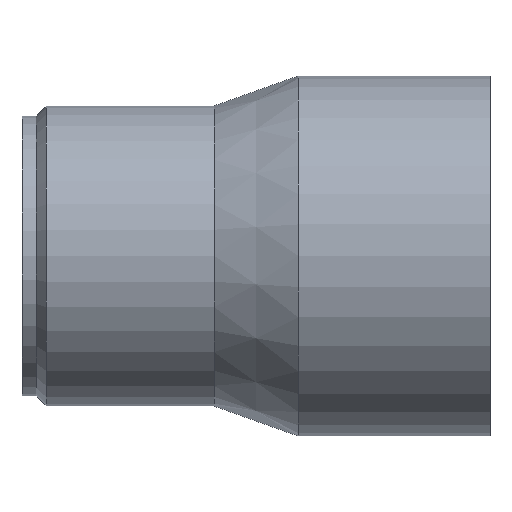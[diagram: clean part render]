
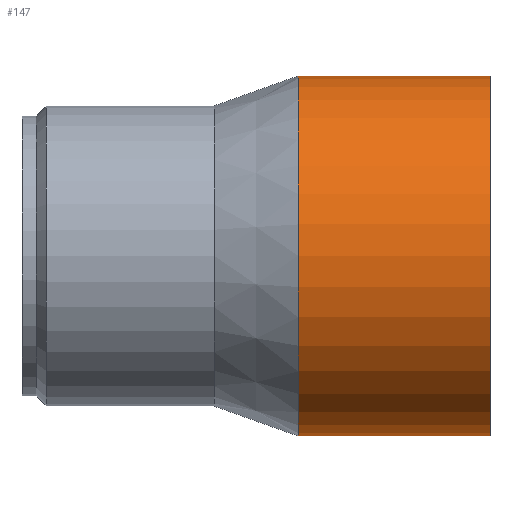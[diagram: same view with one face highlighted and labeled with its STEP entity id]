
A CAD part, top view. The second image highlights one B-rep face of the part: STEP entity #147.
In plain terms, the highlighted cylindrical face has radius 15 mm (diameter 30 mm), a partial arc.
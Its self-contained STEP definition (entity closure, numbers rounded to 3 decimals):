
#147 = ADVANCED_FACE( '', ( #354 ), #355, .T. );
#157 = EDGE_CURVE( '', #225, #289, #365, .T. );
#163 = VERTEX_POINT( '', #371 );
#195 = EDGE_CURVE( '', #225, #163, #406, .T. );
#205 = EDGE_CURVE( '', #253, #163, #417, .T. );
#225 = VERTEX_POINT( '', #441 );
#233 = EDGE_CURVE( '', #289, #253, #450, .T. );
#253 = VERTEX_POINT( '', #476 );
#289 = VERTEX_POINT( '', #516 );
#354 = FACE_OUTER_BOUND( '', #582, .T. );
#355 = CYLINDRICAL_SURFACE( '', #583, 15. );
#365 = LINE( '', #598, #599 );
#371 = CARTESIAN_POINT( '', ( 0., 15., 0. ) );
#406 = CIRCLE( '', #654, 15. );
#417 = LINE( '', #669, #670 );
#441 = CARTESIAN_POINT( '', ( 0., -15., 0. ) );
#450 = CIRCLE( '', #709, 15. );
#476 = CARTESIAN_POINT( '', ( 16., 15., 0. ) );
#516 = CARTESIAN_POINT( '', ( 16., -15., 0. ) );
#582 = EDGE_LOOP( '', ( #863, #864, #865, #866 ) );
#583 = AXIS2_PLACEMENT_3D( '', #867, #868, #869 );
#598 = CARTESIAN_POINT( '', ( 8., -15., 0. ) );
#599 = VECTOR( '', #872, 1. );
#654 = AXIS2_PLACEMENT_3D( '', #916, #917, #918 );
#669 = CARTESIAN_POINT( '', ( 8., 15., 0. ) );
#670 = VECTOR( '', #931, 1. );
#709 = AXIS2_PLACEMENT_3D( '', #986, #987, #988 );
#863 = ORIENTED_EDGE( '', *, *, #205, .T. );
#864 = ORIENTED_EDGE( '', *, *, #195, .F. );
#865 = ORIENTED_EDGE( '', *, *, #157, .T. );
#866 = ORIENTED_EDGE( '', *, *, #233, .T. );
#867 = CARTESIAN_POINT( '', ( 8., 0., 0. ) );
#868 = DIRECTION( '', ( 1., 0., 0. ) );
#869 = DIRECTION( '', ( 0., 1., 0. ) );
#872 = DIRECTION( '', ( 1., 0., 0. ) );
#916 = CARTESIAN_POINT( '', ( 0., 0., 0. ) );
#917 = DIRECTION( '', ( -1., 0., 0. ) );
#918 = DIRECTION( '', ( 0., 1., 0. ) );
#931 = DIRECTION( '', ( -1., 0., 0. ) );
#986 = CARTESIAN_POINT( '', ( 16., 0., 0. ) );
#987 = DIRECTION( '', ( -1., 0., 0. ) );
#988 = DIRECTION( '', ( 0., 1., 0. ) );
